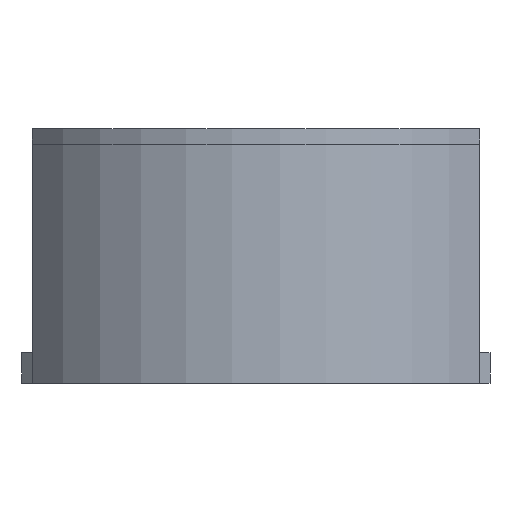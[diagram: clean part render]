
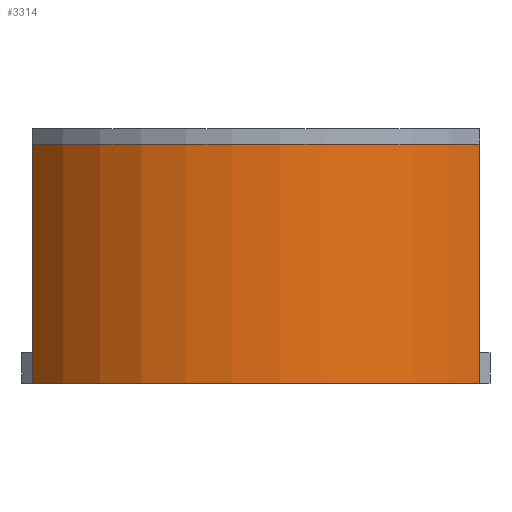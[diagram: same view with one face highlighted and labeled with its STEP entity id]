
A CAD part, left-side view. The second image highlights one B-rep face of the part: STEP entity #3314.
In plain terms, the highlighted cylindrical face has radius 54.5 mm (diameter 109 mm), a partial arc.
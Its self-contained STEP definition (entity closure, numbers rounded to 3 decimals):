
#12 = VERTEX_POINT ( 'NONE', #2057 ) ;
#16 = CARTESIAN_POINT ( 'NONE',  ( -32.16, -47., 44. ) ) ;
#80 = ORIENTED_EDGE ( 'NONE', *, *, #1985, .T. ) ;
#91 = VECTOR ( 'NONE', #3096, 1000. ) ;
#371 = CARTESIAN_POINT ( 'NONE',  ( 0., 0., 0. ) ) ;
#478 = EDGE_CURVE ( 'NONE', #1342, #1305, #2887, .T. ) ;
#546 = CARTESIAN_POINT ( 'NONE',  ( 0., -47., 0. ) ) ;
#551 = EDGE_CURVE ( 'NONE', #2229, #1342, #704, .T. ) ;
#628 = DIRECTION ( 'NONE',  ( 0., 1., 0. ) ) ;
#635 = AXIS2_PLACEMENT_3D ( 'NONE', #641, #628, #2495 ) ;
#641 = CARTESIAN_POINT ( 'NONE',  ( 0., -47., 0. ) ) ;
#663 = DIRECTION ( 'NONE',  ( 0., 0., -1. ) ) ;
#704 = CIRCLE ( 'NONE', #1481, 54.5 ) ;
#859 = DIRECTION ( 'NONE',  ( 0., 0., -1. ) ) ;
#868 = EDGE_CURVE ( 'NONE', #2229, #12, #884, .T. ) ;
#884 = LINE ( 'NONE', #16, #91 ) ;
#1294 = CARTESIAN_POINT ( 'NONE',  ( -32.16, -47., -44. ) ) ;
#1295 = CIRCLE ( 'NONE', #3500, 54.5 ) ;
#1305 = VERTEX_POINT ( 'NONE', #2378 ) ;
#1311 = DIRECTION ( 'NONE',  ( 0., 1., 0. ) ) ;
#1315 = DIRECTION ( 'NONE',  ( 0., -1., 0. ) ) ;
#1342 = VERTEX_POINT ( 'NONE', #2927 ) ;
#1481 = AXIS2_PLACEMENT_3D ( 'NONE', #546, #1315, #859 ) ;
#1856 = ORIENTED_EDGE ( 'NONE', *, *, #868, .T. ) ;
#1985 = EDGE_CURVE ( 'NONE', #12, #1305, #1295, .T. ) ;
#2057 = CARTESIAN_POINT ( 'NONE',  ( -32.16, 0., 44. ) ) ;
#2123 = VECTOR ( 'NONE', #1311, 1000. ) ;
#2229 = VERTEX_POINT ( 'NONE', #2603 ) ;
#2246 = ORIENTED_EDGE ( 'NONE', *, *, #551, .F. ) ;
#2253 = DIRECTION ( 'NONE',  ( 0., -1., 0. ) ) ;
#2378 = CARTESIAN_POINT ( 'NONE',  ( -32.16, 0., -44. ) ) ;
#2495 = DIRECTION ( 'NONE',  ( 0., 0., 1. ) ) ;
#2603 = CARTESIAN_POINT ( 'NONE',  ( -32.16, -47., 44. ) ) ;
#2614 = EDGE_LOOP ( 'NONE', ( #80, #3428, #2246, #1856 ) ) ;
#2723 = FACE_OUTER_BOUND ( 'NONE', #2614, .T. ) ;
#2812 = CYLINDRICAL_SURFACE ( 'NONE', #635, 54.5 ) ;
#2887 = LINE ( 'NONE', #1294, #2123 ) ;
#2927 = CARTESIAN_POINT ( 'NONE',  ( -32.16, -47., -44. ) ) ;
#3096 = DIRECTION ( 'NONE',  ( 0., 1., 0. ) ) ;
#3314 = ADVANCED_FACE ( 'NONE', ( #2723 ), #2812, .T. ) ;
#3428 = ORIENTED_EDGE ( 'NONE', *, *, #478, .F. ) ;
#3500 = AXIS2_PLACEMENT_3D ( 'NONE', #371, #2253, #663 ) ;
